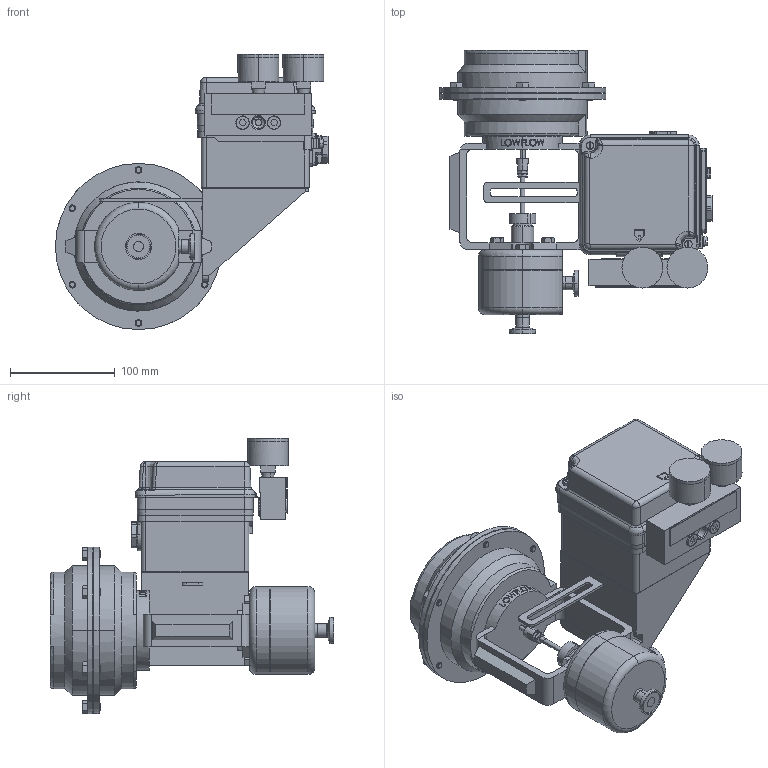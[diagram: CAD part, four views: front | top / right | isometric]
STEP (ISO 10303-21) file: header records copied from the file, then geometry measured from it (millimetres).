
FILE_DESCRIPTION (( 'STEP AP203' ), '1' );
FILE_NAME ('978SP-050-LF-JD-14M-16IP.STEP', '2017-06-20T18:07:45', ( '' ), ( '' ), 'SwSTEP 2.0', 'SolidWorks 2014', '' );
FILE_SCHEMA (( 'CONFIG_CONTROL_DESIGN' ));
Length unit declared in the file: inch
Products named in the file (2): 978SP-050-LF-JD-14M-16IP
Bounding box: 260.93 x 270.76 x 263 mm (x, y, z)
Volume: 3013898.8 mm3; surface area: 283159.7 mm2
Topology: 3 solids, 5 shells, 1168 faces, 2907 edges, 1801 vertices
Faces by surface type: plane 545, cylinder 298, cone 166, bspline 134, torus 25
Entity records: 46688 total; most frequent: CARTESIAN_POINT 19726, ORIENTED_EDGE 5782, DIRECTION 5297, EDGE_CURVE 2891, AXIS2_PLACEMENT_3D 1908, VERTEX_POINT 1801, VECTOR 1481, LINE 1481
